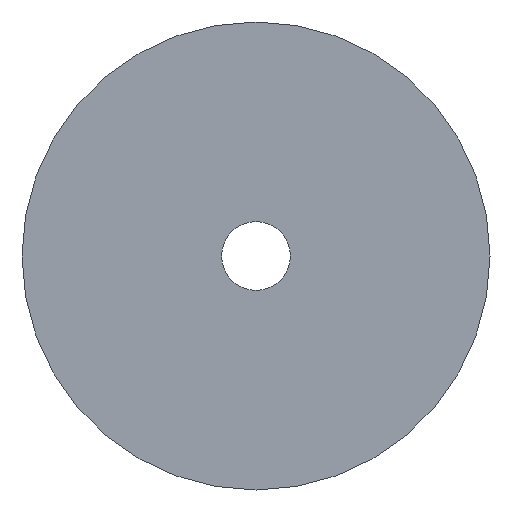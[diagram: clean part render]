
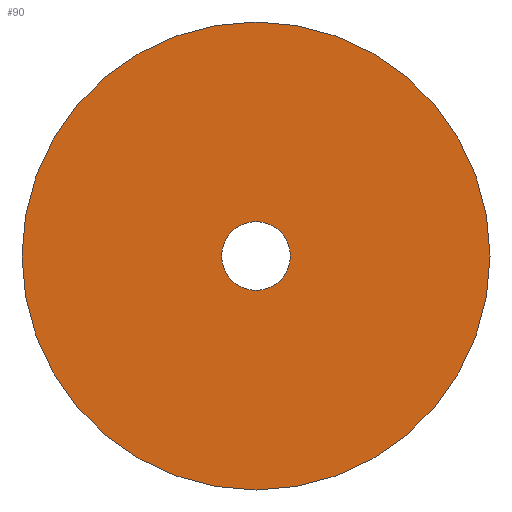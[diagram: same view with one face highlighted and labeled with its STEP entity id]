
A CAD part, front view. The second image highlights one B-rep face of the part: STEP entity #90.
In plain terms, the highlighted planar face has unit normal (0, -1, 0).
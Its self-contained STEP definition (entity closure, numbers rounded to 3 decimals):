
#20 = VERTEX_POINT ( 'NONE', #153 ) ;
#31 = EDGE_CURVE ( 'NONE', #227, #227, #271, .T. ) ;
#54 = EDGE_LOOP ( 'NONE', ( #218 ) ) ;
#72 = AXIS2_PLACEMENT_3D ( 'NONE', #80, #304, #327 ) ;
#80 = CARTESIAN_POINT ( 'NONE',  ( 0., 0., 0. ) ) ;
#90 = ADVANCED_FACE ( 'NONE', ( #258, #324 ), #266, .T. ) ;
#119 = AXIS2_PLACEMENT_3D ( 'NONE', #183, #179, #305 ) ;
#153 = CARTESIAN_POINT ( 'NONE',  ( 0., 0., -17. ) ) ;
#158 = CIRCLE ( 'NONE', #72, 17. ) ;
#179 = DIRECTION ( 'NONE',  ( 0., -1., 0. ) ) ;
#183 = CARTESIAN_POINT ( 'NONE',  ( 17., 0., 0. ) ) ;
#193 = CARTESIAN_POINT ( 'NONE',  ( 0., 0., -2.5 ) ) ;
#218 = ORIENTED_EDGE ( 'NONE', *, *, #31, .F. ) ;
#227 = VERTEX_POINT ( 'NONE', #193 ) ;
#236 = ORIENTED_EDGE ( 'NONE', *, *, #331, .T. ) ;
#243 = DIRECTION ( 'NONE',  ( 0., -1., 0. ) ) ;
#248 = CARTESIAN_POINT ( 'NONE',  ( 0., 0., 0. ) ) ;
#258 = FACE_BOUND ( 'NONE', #54, .T. ) ;
#266 = PLANE ( 'NONE',  #119 ) ;
#271 = CIRCLE ( 'NONE', #276, 2.5 ) ;
#276 = AXIS2_PLACEMENT_3D ( 'NONE', #248, #243, #321 ) ;
#301 = EDGE_LOOP ( 'NONE', ( #236 ) ) ;
#304 = DIRECTION ( 'NONE',  ( 0., -1., 0. ) ) ;
#305 = DIRECTION ( 'NONE',  ( 0., 0., -1. ) ) ;
#321 = DIRECTION ( 'NONE',  ( 0., 0., -1. ) ) ;
#324 = FACE_OUTER_BOUND ( 'NONE', #301, .T. ) ;
#327 = DIRECTION ( 'NONE',  ( 0., 0., -1. ) ) ;
#331 = EDGE_CURVE ( 'NONE', #20, #20, #158, .T. ) ;
